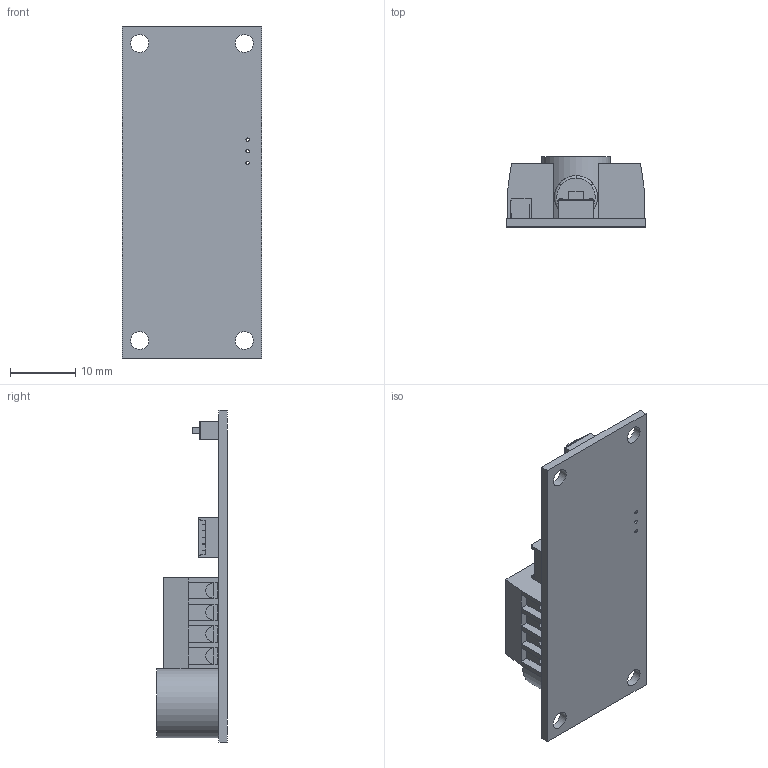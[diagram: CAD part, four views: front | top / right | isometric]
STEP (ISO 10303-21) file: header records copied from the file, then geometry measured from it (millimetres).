
FILE_DESCRIPTION(('HOOPS Exchange Step'),'2;1');
FILE_NAME('d986850549f02253982d8318f94d23fe20220529-1-j2zb9h.SLDPRT.step','2022-05-29T19:37:11+00:00',('root'),('Unknown organisation'),'HOOPS Exchange 2021.0','HOOPS Exchange','Unknown authorisation');
FILE_SCHEMA( ('AUTOMOTIVE_DESIGN { 1 0 10303 214 1 1 1 1 }') );
Length unit declared in the file: inch
Products named in the file (2): Default; d986850549f02253982d8318f94d23fe20220529-1-j2zb9h
Assembly tree (1 placements, depth 2):
  d986850549f02253982d8318f94d23fe20220529-1-j2zb9h
    Default
Bounding box: 21.34 x 10.79 x 50.8 mm (x, y, z)
Volume: 4101.8 mm3; surface area: 4311 mm2
Topology: 1 solids, 1 shells, 1464 faces, 3815 edges, 2524 vertices
Faces by surface type: plane 955, extrusion 400, cylinder 69, torus 25, cone 13, sphere 2
Full cylindrical faces by diameter (mm): 0.508 x3, 0.635 x4, 1.27 x3, 1.524 x1, 2.54 x9, 2.743 x4, 4.064 x4, 9.946 x1, 10.541 x1, 10.693 x1
Entity records: 65714 total; most frequent: CARTESIAN_POINT 30374, ORIENTED_EDGE 7626, DIRECTION 5722, EDGE_CURVE 3813, VECTOR 3122, LINE 2722, VERTEX_POINT 2524, EDGE_LOOP 1657
